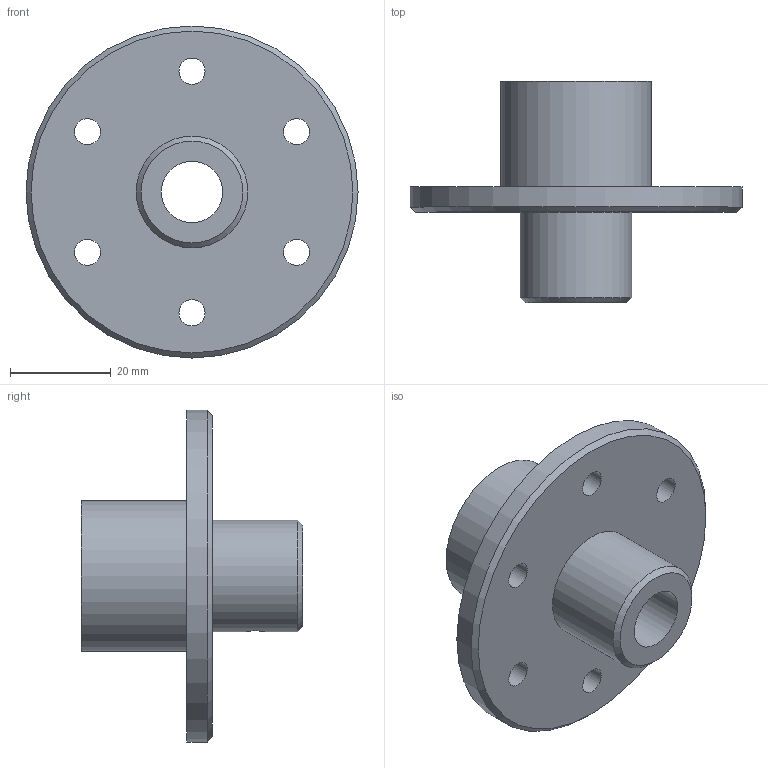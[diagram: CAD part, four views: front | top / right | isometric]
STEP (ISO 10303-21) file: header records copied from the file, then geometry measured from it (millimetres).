
FILE_DESCRIPTION(/* description */ (''),/* implementation_level */ '2;1');
FILE_NAME(/* name */ 'Support_optique_v1.0.step',/* time_stamp */ '2020-06-10T12:17:05+02:00',/* author */ (''),/* organization */ (''),/* preprocessor_version */ 'ST-DEVELOPER v18.1',/* originating_system */ 'Autodesk Translation Framework v9.3.0.1241',/* authorisation */ '');
FILE_SCHEMA (('AUTOMOTIVE_DESIGN { 1 0 10303 214 3 1 1 }'));
Length unit declared in the file: millimetre
Products named in the file (1): Support
Bounding box: 66 x 44 x 66 mm (x, y, z)
Volume: 32537.7 mm3; surface area: 13304.1 mm2
Topology: 1 solids, 1 shells, 25 faces, 51 edges, 34 vertices
Faces by surface type: cylinder 15, plane 8, cone 2
Full cylindrical faces by diameter (mm): 2.5 x4, 4.2 x1, 5.2 x6, 12.2 x1, 22.2 x1, 30 x1, 66 x1
Entity records: 800 total; most frequent: CARTESIAN_POINT 179, DIRECTION 129, ORIENTED_EDGE 102, AXIS2_PLACEMENT_3D 56, EDGE_CURVE 51, EDGE_LOOP 47, VERTEX_POINT 34, CIRCLE 30
